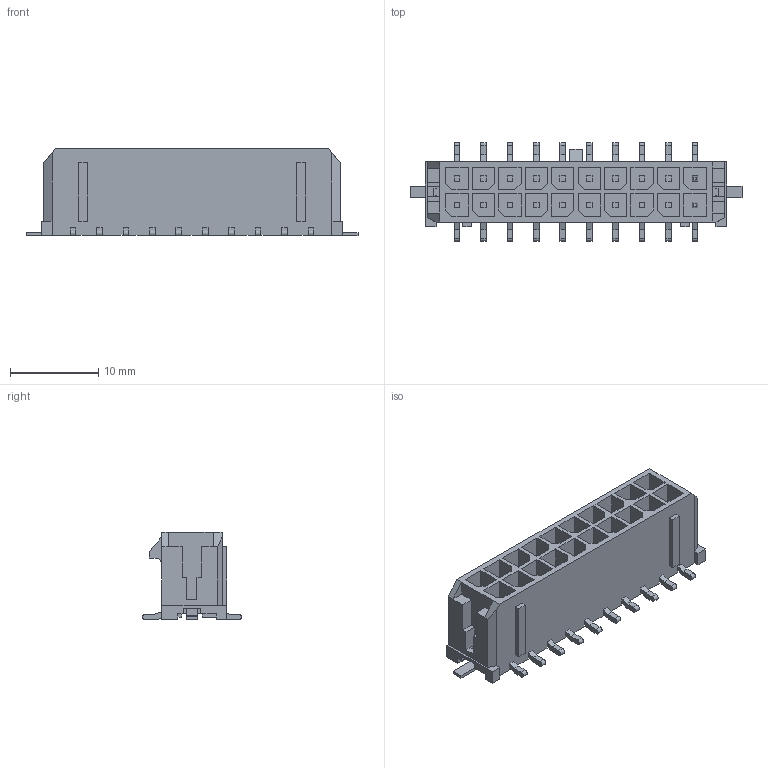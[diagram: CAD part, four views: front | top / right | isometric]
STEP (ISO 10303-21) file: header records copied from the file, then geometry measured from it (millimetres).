
FILE_DESCRIPTION((''),'2;1');
FILE_NAME('430452019','2020-04-17T',('gga'),(''),'PRO/ENGINEER BY PARAMETRIC TECHNOLOGY CORPORATION, 2016010','PRO/ENGINEER BY PARAMETRIC TECHNOLOGY CORPORATION, 2016010','');
FILE_SCHEMA(('CONFIG_CONTROL_DESIGN'));
Length unit declared in the file: millimetre
Products named in the file (1): 430452019
Bounding box: 37.65 x 11.2 x 9.96 mm (x, y, z)
Volume: 1363.3 mm3; surface area: 3074.5 mm2
Topology: 1 solids, 1 shells, 755 faces, 2005 edges, 1297 vertices
Faces by surface type: plane 730, cylinder 25
Entity records: 22586 total; most frequent: CARTESIAN_POINT 3959, ORIENTED_EDGE 3816, DIRECTION 3567, VECTOR 1955, LINE 1955, EDGE_CURVE 1908, VERTEX_POINT 1198, AXIS2_PLACEMENT_3D 806
